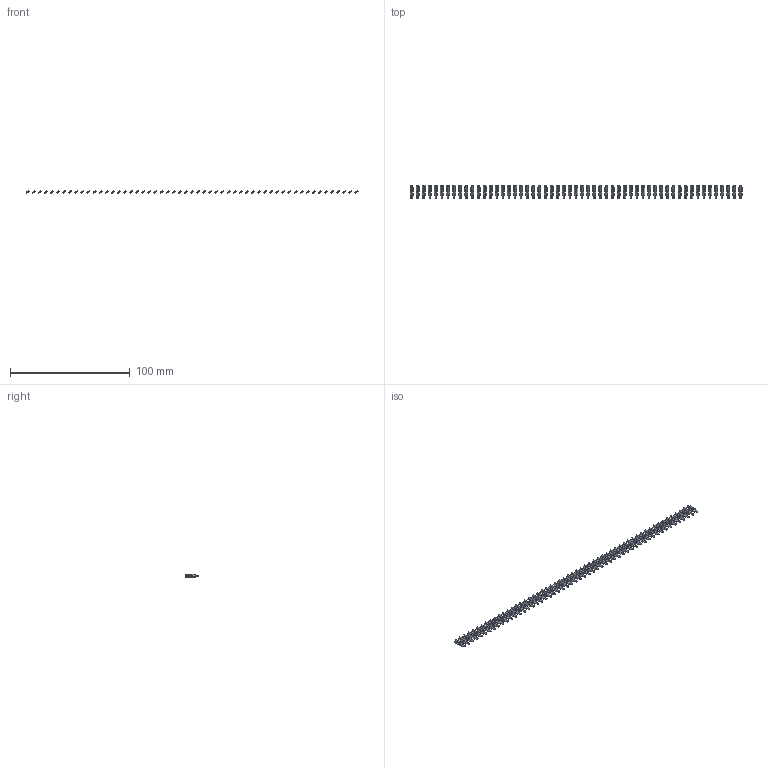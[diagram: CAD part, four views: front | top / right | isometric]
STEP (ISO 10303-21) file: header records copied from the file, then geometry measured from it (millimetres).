
FILE_DESCRIPTION (( 'STEP AP203' ), '1' );
FILE_NAME ('106-055-250-200.STEP', '2020-04-16T20:39:58', ( '' ), ( '' ), 'SwSTEP 2.0', 'SolidWorks 2016', '' );
FILE_SCHEMA (( 'CONFIG_CONTROL_DESIGN' ));
Length unit declared in the file: inch
Products named in the file (2): 106-055-250-200; 100-290-001_100-290-250
Assembly tree (55 placements, depth 2):
  106-055-250-200
    100-290-001_100-290-250  x55
Bounding box: 276.85 x 11.48 x 2.53 mm (x, y, z)
Volume: 858.3 mm3; surface area: 4034.2 mm2
Topology: 55 solids, 55 shells, 1320 faces, 3630 edges, 2420 vertices
Faces by surface type: plane 1100, cylinder 220
Entity records: 2686 total; most frequent: DIRECTION 234, CARTESIAN_POINT 204, ORIENTED_EDGE 132, CALENDAR_DATE 120, COORDINATED_UNIVERSAL_TIME_OFFSET 120, LOCAL_TIME 120, DATE_AND_TIME 120, AXIS2_PLACEMENT_3D 90
